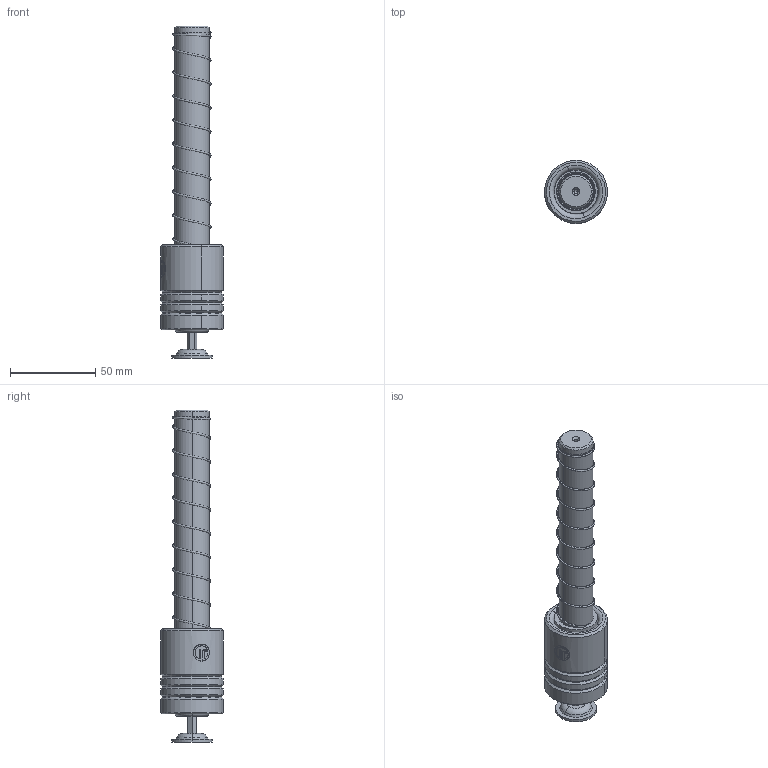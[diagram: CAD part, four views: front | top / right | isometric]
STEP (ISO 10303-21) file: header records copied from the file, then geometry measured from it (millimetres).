
FILE_DESCRIPTION (( 'STEP AP214' ), '1' );
FILE_NAME ('LMSH LMJH-D20-L180.STEP', '2021-08-12T07:46:32', ( '' ), ( '' ), 'SwSTEP 2.0', 'SolidWorks 2016', '' );
FILE_SCHEMA (( 'AUTOMOTIVE_DESIGN' ));
Length unit declared in the file: millimetre
Products named in the file (197): BALL-D3; LMSH LMJH-D20-L180; GTM-3-縐种; DSPM-D20-L180; GTM-24; GTM-24郪蚾; GTM-M10蹟簽; BSH25.5-20.5-L50; TBB-D37-d26-L50; BSH-D25.5-20.5-50郪蚾; HWP-D22.5-d20.5-L140
Assembly tree (190 placements, depth 3):
  BALL-D3
  BALL-D3
  LMSH LMJH-D20-L180
    HWP-D22.5-d20.5-L140
    BSH-D25.5-20.5-50郪蚾
      BSH25.5-20.5-L50
    GTM-24郪蚾
      GTM-M10蹟簽
  BALL-D3
  BALL-D3
Bounding box: 36.98 x 36.98 x 195 mm (x, y, z)
Volume: 92178.4 mm3; surface area: 45359.4 mm2
Topology: 183 solids, 183 shells, 873 faces, 3623 edges, 2403 vertices
Faces by surface type: sphere 704, cylinder 50, plane 42, cone 34, torus 22, bspline 21
Entity records: 39431 total; most frequent: CARTESIAN_POINT 22442, ORIENTED_EDGE 2988, DIRECTION 2583, EDGE_CURVE 1494, AXIS2_PLACEMENT_3D 1211, VERTEX_POINT 975, EDGE_LOOP 871, B_SPLINE_CURVE_WITH_KNOTS 796
